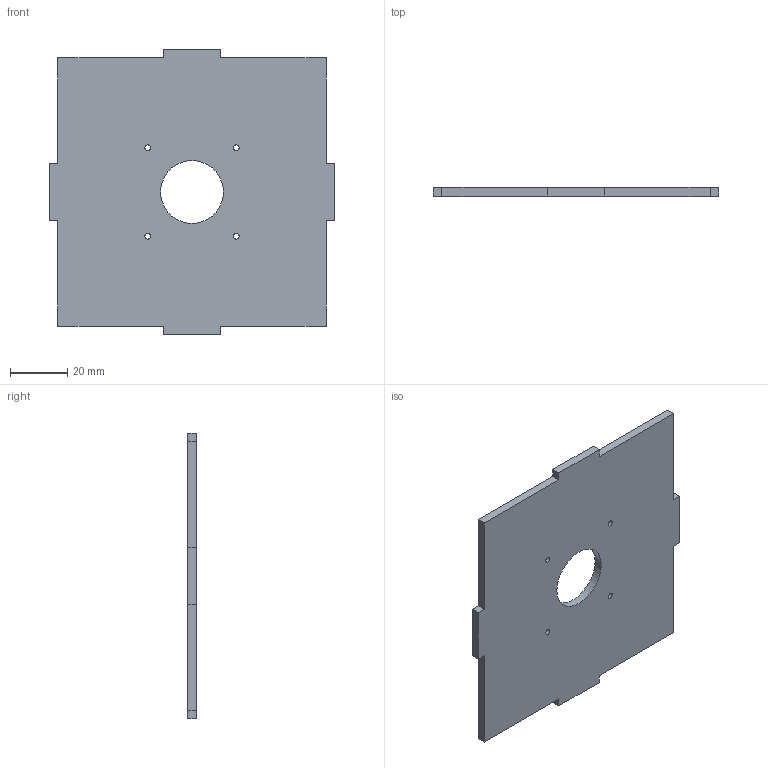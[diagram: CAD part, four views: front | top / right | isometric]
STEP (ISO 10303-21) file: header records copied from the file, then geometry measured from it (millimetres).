
FILE_DESCRIPTION(/* description */ (''),/* implementation_level */ '2;1');
FILE_NAME(/* name */ 'floormotor v2.step',/* time_stamp */ '2018-03-20T08:31:54+01:00',/* author */ ('D.Stafsing'),/* organization */ (''),/* preprocessor_version */ 'ST-DEVELOPER v16.13',/* originating_system */ 'Autodesk Translation Framework v6.5.0.72',/* authorisation */ '');
FILE_SCHEMA (('AUTOMOTIVE_DESIGN { 1 0 10303 214 3 1 1 }'));
Length unit declared in the file: millimetre
Products named in the file (1): floormotor
Bounding box: 100 x 3 x 100 mm (x, y, z)
Volume: 26049.9 mm3; surface area: 18849.3 mm2
Topology: 1 solids, 1 shells, 27 faces, 77 edges, 52 vertices
Faces by surface type: plane 22, cylinder 5
Full cylindrical faces by diameter (mm): 2 x4, 22 x1
Entity records: 932 total; most frequent: CARTESIAN_POINT 157, ORIENTED_EDGE 154, DIRECTION 145, EDGE_CURVE 77, LINE 65, VECTOR 65, VERTEX_POINT 52, AXIS2_PLACEMENT_3D 40
